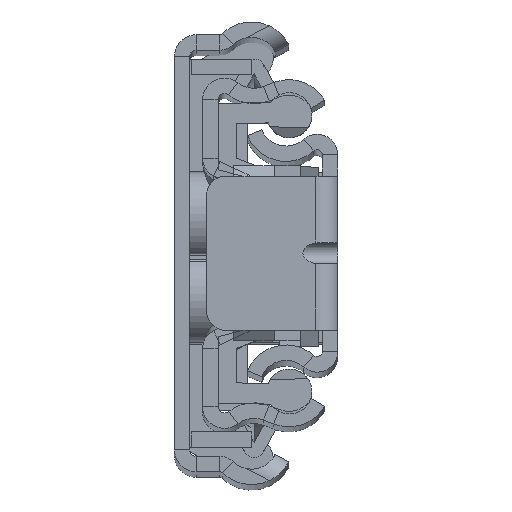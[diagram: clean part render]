
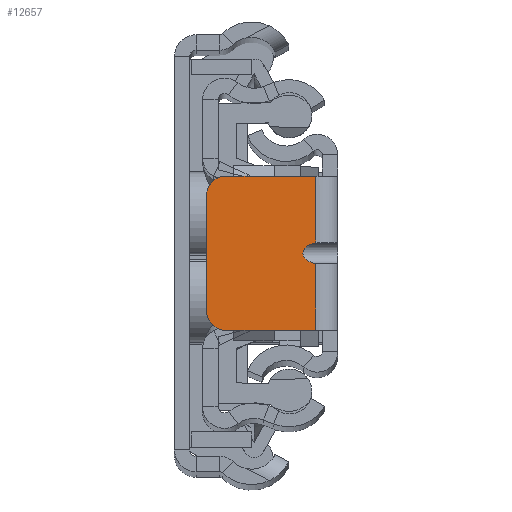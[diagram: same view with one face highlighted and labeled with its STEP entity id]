
A CAD part, top view. The second image highlights one B-rep face of the part: STEP entity #12657.
In plain terms, the highlighted planar face has unit normal (0, 0, 1).
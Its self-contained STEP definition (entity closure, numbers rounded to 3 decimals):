
#60 = CARTESIAN_POINT ( 'NONE',  ( 0., 6., 0. ) ) ;
#112 = EDGE_CURVE ( 'NONE', #1876, #6781, #12408, .T. ) ;
#519 = LINE ( 'NONE', #2500, #15583 ) ;
#635 = VERTEX_POINT ( 'NONE', #19018 ) ;
#969 = CARTESIAN_POINT ( 'NONE',  ( -3.497, -0.64, 0. ) ) ;
#1119 = EDGE_CURVE ( 'NONE', #5102, #1876, #24063, .T. ) ;
#1317 = CARTESIAN_POINT ( 'NONE',  ( -1.7, -6., 0. ) ) ;
#1585 = CARTESIAN_POINT ( 'NONE',  ( -8.7, 6., 0. ) ) ;
#1876 = VERTEX_POINT ( 'NONE', #1585 ) ;
#2268 = DIRECTION ( 'NONE',  ( 0., 0., 1. ) ) ;
#2306 = VERTEX_POINT ( 'NONE', #17499 ) ;
#2500 = CARTESIAN_POINT ( 'NONE',  ( -1.7, -6., 0. ) ) ;
#2706 = VECTOR ( 'NONE', #4255, 1000. ) ;
#4255 = DIRECTION ( 'NONE',  ( 0., -1., 0. ) ) ;
#4906 = AXIS2_PLACEMENT_3D ( 'NONE', #20162, #5315, #5074 ) ;
#5074 = DIRECTION ( 'NONE',  ( -1., 0., 0. ) ) ;
#5102 = VERTEX_POINT ( 'NONE', #22197 ) ;
#5315 = DIRECTION ( 'NONE',  ( 0., 0., 1. ) ) ;
#5714 = VERTEX_POINT ( 'NONE', #16190 ) ;
#5851 = DIRECTION ( 'NONE',  ( 0., -1., 0. ) ) ;
#6781 = VERTEX_POINT ( 'NONE', #22795 ) ;
#7457 = CARTESIAN_POINT ( 'NONE',  ( -1.7, -6., 0. ) ) ;
#7623 = PLANE ( 'NONE',  #17371 ) ;
#8388 = CARTESIAN_POINT ( 'NONE',  ( -3.497, 0.64, 0. ) ) ;
#8520 = EDGE_LOOP ( 'NONE', ( #24192, #21171, #21740, #17342, #11065, #16669, #23515, #10424 ) ) ;
#9245 = VECTOR ( 'NONE', #19776, 1000. ) ;
#9803 = DIRECTION ( 'NONE',  ( -1., 0., 0. ) ) ;
#10133 = CARTESIAN_POINT ( 'NONE',  ( -1.7, -0.79, 0. ) ) ;
#10424 = ORIENTED_EDGE ( 'NONE', *, *, #21806, .F. ) ;
#10553 = AXIS2_PLACEMENT_3D ( 'NONE', #19215, #2268, #9803 ) ;
#10759 = EDGE_CURVE ( 'NONE', #22733, #635, #16232, .T. ) ;
#11065 = ORIENTED_EDGE ( 'NONE', *, *, #19677, .T. ) ;
#11620 = DIRECTION ( 'NONE',  ( 0., -1., 0. ) ) ;
#12233 = CARTESIAN_POINT ( 'NONE',  ( 0., -6., 0. ) ) ;
#12408 = CIRCLE ( 'NONE', #4906, 1.5 ) ;
#12657 = ADVANCED_FACE ( 'NONE', ( #17290 ), #7623, .F. ) ;
#12813 = DIRECTION ( 'NONE',  ( -1., 0., 0. ) ) ;
#13600 = LINE ( 'NONE', #20767, #21076 ) ;
#14207 = CARTESIAN_POINT ( 'NONE',  ( -1.7, 0.79, 0. ) ) ;
#15583 = VECTOR ( 'NONE', #5851, 1000. ) ;
#15660 = CARTESIAN_POINT ( 'NONE',  ( -1.7, -0.79, 0. ) ) ;
#16190 = CARTESIAN_POINT ( 'NONE',  ( -8.7, -6., 0. ) ) ;
#16232 =( BOUNDED_CURVE ( )  B_SPLINE_CURVE ( 3, ( #10133, #969, #8388, #14207 ),
 .UNSPECIFIED., .F., .F. ) 
 B_SPLINE_CURVE_WITH_KNOTS ( ( 4, 4 ),
 ( 4.83, 7.736 ),
 .UNSPECIFIED. ) 
 CURVE ( )  GEOMETRIC_REPRESENTATION_ITEM ( )  RATIONAL_B_SPLINE_CURVE ( ( 1., 0.412, 0.412, 1. ) ) 
 REPRESENTATION_ITEM ( '' )  );
#16669 = ORIENTED_EDGE ( 'NONE', *, *, #19004, .F. ) ;
#17290 = FACE_OUTER_BOUND ( 'NONE', #8520, .T. ) ;
#17309 = EDGE_CURVE ( 'NONE', #6781, #2306, #13600, .T. ) ;
#17342 = ORIENTED_EDGE ( 'NONE', *, *, #20756, .T. ) ;
#17371 = AXIS2_PLACEMENT_3D ( 'NONE', #18759, #24455, #21104 ) ;
#17499 = CARTESIAN_POINT ( 'NONE',  ( -10.2, -4.5, 0. ) ) ;
#17675 = VERTEX_POINT ( 'NONE', #1317 ) ;
#18759 = CARTESIAN_POINT ( 'NONE',  ( 0., 0., 0. ) ) ;
#19004 = EDGE_CURVE ( 'NONE', #22733, #17675, #519, .T. ) ;
#19018 = CARTESIAN_POINT ( 'NONE',  ( -1.7, 0.79, 0. ) ) ;
#19215 = CARTESIAN_POINT ( 'NONE',  ( -8.7, -4.5, 0. ) ) ;
#19326 = LINE ( 'NONE', #7457, #2706 ) ;
#19677 = EDGE_CURVE ( 'NONE', #5714, #17675, #21633, .T. ) ;
#19776 = DIRECTION ( 'NONE',  ( 1., 0., 0. ) ) ;
#20162 = CARTESIAN_POINT ( 'NONE',  ( -8.7, 4.5, 0. ) ) ;
#20756 = EDGE_CURVE ( 'NONE', #2306, #5714, #21204, .T. ) ;
#20767 = CARTESIAN_POINT ( 'NONE',  ( -10.2, 0., 0. ) ) ;
#21030 = VECTOR ( 'NONE', #12813, 1000. ) ;
#21076 = VECTOR ( 'NONE', #11620, 1000. ) ;
#21104 = DIRECTION ( 'NONE',  ( -1., 0., 0. ) ) ;
#21171 = ORIENTED_EDGE ( 'NONE', *, *, #112, .T. ) ;
#21204 = CIRCLE ( 'NONE', #10553, 1.5 ) ;
#21633 = LINE ( 'NONE', #12233, #9245 ) ;
#21740 = ORIENTED_EDGE ( 'NONE', *, *, #17309, .T. ) ;
#21806 = EDGE_CURVE ( 'NONE', #5102, #635, #19326, .T. ) ;
#22197 = CARTESIAN_POINT ( 'NONE',  ( -1.7, 6., 0. ) ) ;
#22733 = VERTEX_POINT ( 'NONE', #15660 ) ;
#22795 = CARTESIAN_POINT ( 'NONE',  ( -10.2, 4.5, 0. ) ) ;
#23515 = ORIENTED_EDGE ( 'NONE', *, *, #10759, .T. ) ;
#24063 = LINE ( 'NONE', #60, #21030 ) ;
#24192 = ORIENTED_EDGE ( 'NONE', *, *, #1119, .T. ) ;
#24455 = DIRECTION ( 'NONE',  ( 0., 0., -1. ) ) ;
